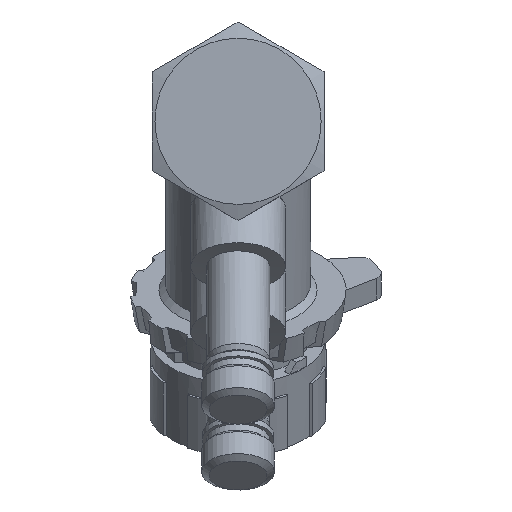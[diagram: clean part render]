
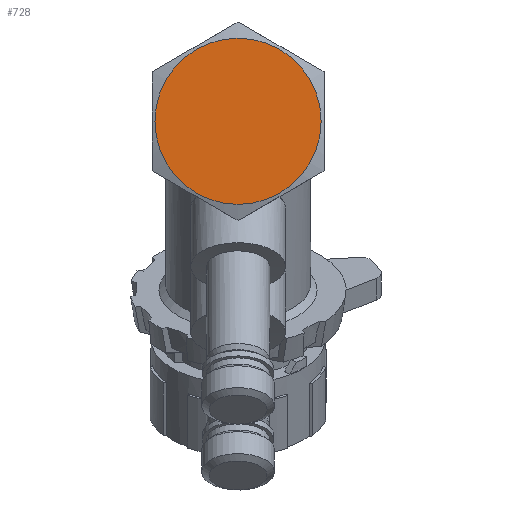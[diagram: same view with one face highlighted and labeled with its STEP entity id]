
A CAD part, left-side view. The second image highlights one B-rep face of the part: STEP entity #728.
In plain terms, the highlighted planar face has unit normal (-1, 0, 0).
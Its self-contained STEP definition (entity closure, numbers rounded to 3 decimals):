
#728 = ADVANCED_FACE( '', ( #1513 ), #1514, .F. );
#1513 = FACE_OUTER_BOUND( '', #2850, .T. );
#1514 = PLANE( '', #2851 );
#2850 = EDGE_LOOP( '', ( #4997 ) );
#2851 = AXIS2_PLACEMENT_3D( '', #4998, #4999, #5000 );
#4997 = ORIENTED_EDGE( '', *, *, #5799, .T. );
#4998 = CARTESIAN_POINT( '', ( -46., 0., -13.663 ) );
#4999 = DIRECTION( '', ( 1., 0., 0. ) );
#5000 = DIRECTION( '', ( 0., 0., -1. ) );
#5799 = EDGE_CURVE( '', #7085, #7085, #7086, .T. );
#7085 = VERTEX_POINT( '', #9171 );
#7086 = CIRCLE( '', #9172, 15.75 );
#9171 = CARTESIAN_POINT( '', ( -46., 0., 15.75 ) );
#9172 = AXIS2_PLACEMENT_3D( '', #10731, #10732, #10733 );
#10731 = CARTESIAN_POINT( '', ( -46., 0., 0. ) );
#10732 = DIRECTION( '', ( -1., 0., 0. ) );
#10733 = DIRECTION( '', ( 0., 0., 1. ) );
